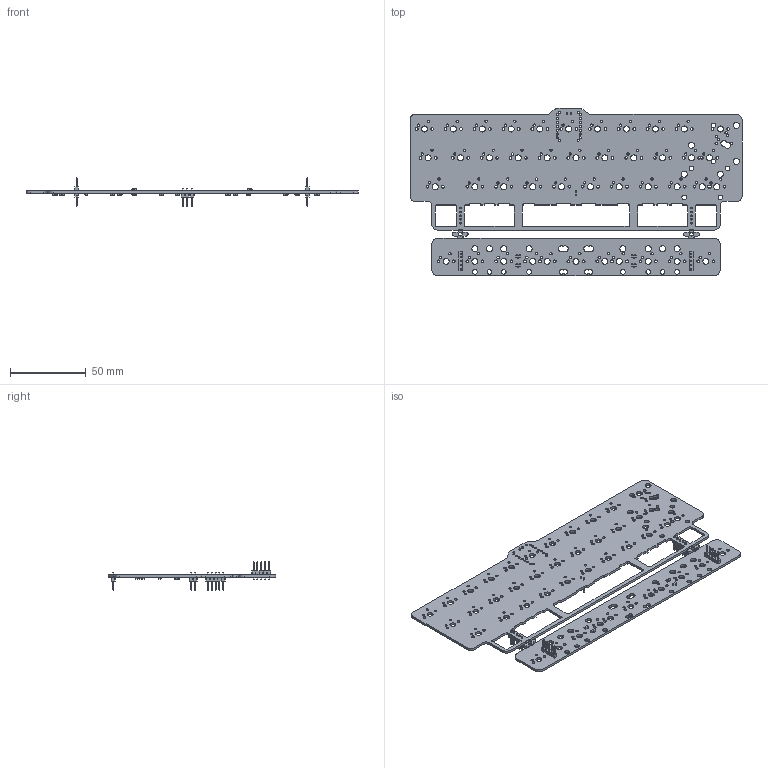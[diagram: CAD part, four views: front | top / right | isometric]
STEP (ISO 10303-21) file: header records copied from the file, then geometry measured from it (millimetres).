
FILE_DESCRIPTION(('KiCad electronic assembly'),'2;1');
FILE_NAME('QASS_PCB lowbar.step','2024-03-10T17:28:49',('Pcbnew'),( 'Kicad'),'Open CASCADE STEP processor 7.7','KiCad to STEP converter' ,'Unknown');
FILE_SCHEMA(('AUTOMOTIVE_DESIGN { 1 0 10303 214 1 1 1 1 }'));
Length unit declared in the file: millimetre
Products named in the file (8): QASS_PCB lowbar 1; SOT-23; SOT_23; PinHeader_1x05_P2.54mm_Vertical; PinHeader_1x05_P254mm_Vertical; PinHeader_1x02_P2.54mm_Vertical; PinHeader_1x02_P254mm_Vertical; QASS_PCB lowbar_PCB
Assembly tree (30 placements, depth 3):
  QASS_PCB lowbar 1
    SOT-23  x20
      SOT_23
    PinHeader_1x05_P2.54mm_Vertical  x4
      PinHeader_1x05_P254mm_Vertical
    PinHeader_1x02_P2.54mm_Vertical  x2
      PinHeader_1x02_P254mm_Vertical
    QASS_PCB lowbar_PCB
Bounding box: 219.07 x 110.53 x 18.78 mm (x, y, z)
Volume: 28173.8 mm3; surface area: 41864.4 mm2
Topology: 27 solids, 27 shells, 3919 faces, 10419 edges, 6602 vertices
Faces by surface type: plane 2768, cylinder 611, bspline 540
Full cylindrical faces by diameter (mm): 0.5 x18, 1 x14, 1.4 x28, 1.524 x90, 1.75 x82, 2.4 x2, 3.048 x13, 3.988 x56
Entity records: 70403 total; most frequent: CARTESIAN_POINT 12144, ORIENTED_EDGE 11978, DIRECTION 10833, EDGE_CURVE 5989, LINE 5191, VECTOR 5191, VERTEX_POINT 3960, AXIS2_PLACEMENT_3D 2821
